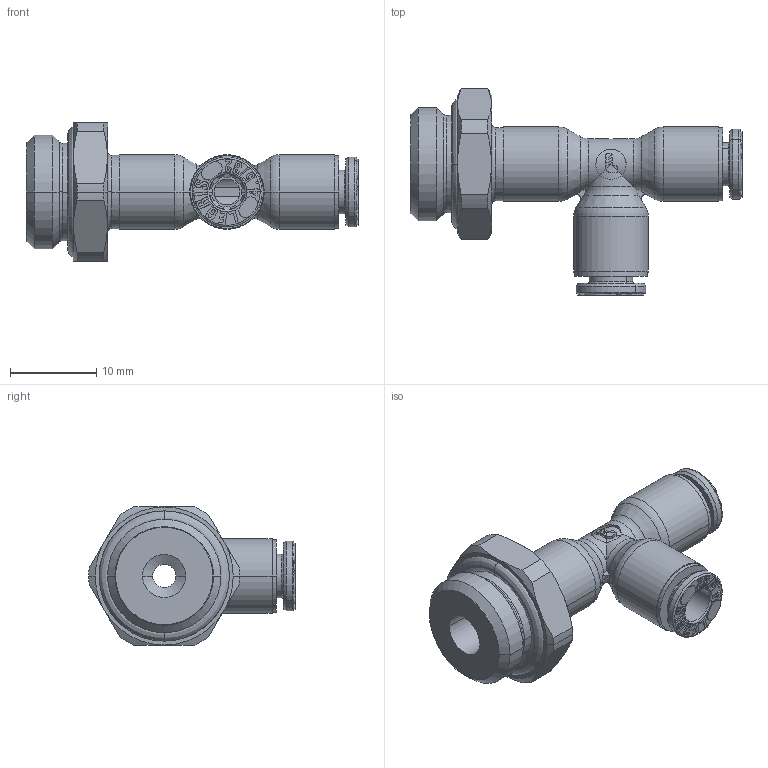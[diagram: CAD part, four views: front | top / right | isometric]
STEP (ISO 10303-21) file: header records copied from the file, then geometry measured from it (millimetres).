
FILE_DESCRIPTION(('STEP AP214'),'1');
FILE_NAME('6893_04_13.stp','2016-07-07T14:50:07',('TraceParts'),('TraceParts S.A.'),'Spatial InterOp 3D',' ',' ');
FILE_SCHEMA(('automotive_design'));
Length unit declared in the file: millimetre
Products named in the file (18): V893-04-13_ASM|Next assembly relationship#44104-64_ASM|Next assembly relationship#44104-26;44104-26; V893-04-13_ASM|Next assembly relationship#44104-64_ASM|Next assembly relationship#44104;44104; V893-04-13_ASM|Next assembly relationship#44104-64_ASM|Next assembly relationship#44104-27;44104-27; V893-04-13_ASM|Next assembly relationship#44104-64_ASM|Next assembly relationship#44124-20;44124-20; V893-04-13_ASM|Next assembly relationship#44524-04;44524-04; V893-04-13_ASM|Next assembly relationship#44104-11-10_ASS;44104-11-10_ASS; V893-04-13_ASM|Next assembly relationship#44104-11-10;44104-11-10; V893-04-13_ASM|Next assembly relationship#44210-14;44210-14; V893-04-13_ASM|Next assembly relationship#23682-24_ASM_D11_3_D15_1_L_0_95;23682-24_ASM_D11_3_D15_1_L_0_95
Bounding box: 38.49 x 23.94 x 16 mm (x, y, z)
Volume: 2800.2 mm3; surface area: 5016.6 mm2
Topology: 14 solids, 18 shells, 1529 faces, 3887 edges, 2419 vertices
Faces by surface type: plane 426, cylinder 307, torus 276, extrusion 198, cone 174, bspline 136, sphere 8, revolution 4
Entity records: 54052 total; most frequent: CARTESIAN_POINT 18278, ORIENTED_EDGE 7742, DIRECTION 6846, EDGE_CURVE 3879, AXIS2_PLACEMENT_3D 2559, VERTEX_POINT 2419, VECTOR 1724, EDGE_LOOP 1596
